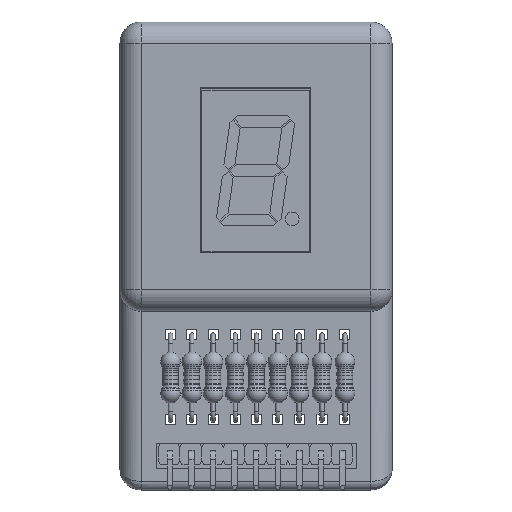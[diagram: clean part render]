
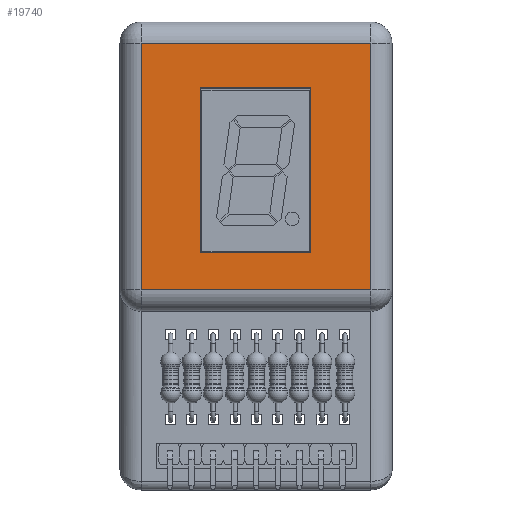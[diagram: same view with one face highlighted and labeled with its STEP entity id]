
A CAD part, top view. The second image highlights one B-rep face of the part: STEP entity #19740.
In plain terms, the highlighted planar face has unit normal (0, 0, 1).
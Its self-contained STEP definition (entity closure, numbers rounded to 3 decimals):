
#2506 = CYLINDRICAL_SURFACE('',#2507,2.5);
#2507 = AXIS2_PLACEMENT_3D('',#2508,#2509,#2510);
#2508 = CARTESIAN_POINT('',(-9.65,-1.,5.6));
#2509 = DIRECTION('',(1.,0.,0.));
#2510 = DIRECTION('',(0.,-1.,0.));
#7898 = CYLINDRICAL_SURFACE('',#7899,2.5);
#7899 = AXIS2_PLACEMENT_3D('',#7900,#7901,#7902);
#7900 = CARTESIAN_POINT('',(-7.15,-3.5,5.6));
#7901 = DIRECTION('',(0.,1.,0.));
#7902 = DIRECTION('',(0.,0.,1.));
#8116 = VERTEX_POINT('',#8117);
#8117 = CARTESIAN_POINT('',(-7.15,-1.,8.1));
#8139 = EDGE_CURVE('',#8116,#8140,#8142,.T.);
#8140 = VERTEX_POINT('',#8141);
#8141 = CARTESIAN_POINT('',(19.85,-1.,8.1));
#8142 = SURFACE_CURVE('',#8143,(#8147,#8154),.PCURVE_S1.);
#8143 = LINE('',#8144,#8145);
#8144 = CARTESIAN_POINT('',(-9.65,-1.,8.1));
#8145 = VECTOR('',#8146,1.);
#8146 = DIRECTION('',(1.,0.,0.));
#8147 = PCURVE('',#2506,#8148);
#8148 = DEFINITIONAL_REPRESENTATION('',(#8149),#8153);
#8149 = LINE('',#8150,#8151);
#8150 = CARTESIAN_POINT('',(-1.571,0.));
#8151 = VECTOR('',#8152,1.);
#8152 = DIRECTION('',(-0.,1.));
#8153 = ( GEOMETRIC_REPRESENTATION_CONTEXT(2) 
PARAMETRIC_REPRESENTATION_CONTEXT() REPRESENTATION_CONTEXT('2D SPACE',''
  ) );
#8154 = PCURVE('',#8155,#8160);
#8155 = PLANE('',#8156);
#8156 = AXIS2_PLACEMENT_3D('',#8157,#8158,#8159);
#8157 = CARTESIAN_POINT('',(-9.65,-3.5,8.1));
#8158 = DIRECTION('',(0.,0.,1.));
#8159 = DIRECTION('',(1.,0.,0.));
#8160 = DEFINITIONAL_REPRESENTATION('',(#8161),#8165);
#8161 = LINE('',#8162,#8163);
#8162 = CARTESIAN_POINT('',(0.,2.5));
#8163 = VECTOR('',#8164,1.);
#8164 = DIRECTION('',(1.,0.));
#8165 = ( GEOMETRIC_REPRESENTATION_CONTEXT(2) 
PARAMETRIC_REPRESENTATION_CONTEXT() REPRESENTATION_CONTEXT('2D SPACE',''
  ) );
#8257 = CYLINDRICAL_SURFACE('',#8258,2.5);
#8258 = AXIS2_PLACEMENT_3D('',#8259,#8260,#8261);
#8259 = CARTESIAN_POINT('',(19.85,-3.5,5.6));
#8260 = DIRECTION('',(0.,1.,0.));
#8261 = DIRECTION('',(1.,0.,0.));
#19665 = VERTEX_POINT('',#19666);
#19666 = CARTESIAN_POINT('',(-7.15,28.,8.1));
#19688 = EDGE_CURVE('',#8116,#19665,#19689,.T.);
#19689 = SURFACE_CURVE('',#19690,(#19694,#19701),.PCURVE_S1.);
#19690 = LINE('',#19691,#19692);
#19691 = CARTESIAN_POINT('',(-7.15,-3.5,8.1));
#19692 = VECTOR('',#19693,1.);
#19693 = DIRECTION('',(0.,1.,0.));
#19694 = PCURVE('',#7898,#19695);
#19695 = DEFINITIONAL_REPRESENTATION('',(#19696),#19700);
#19696 = LINE('',#19697,#19698);
#19697 = CARTESIAN_POINT('',(-0.,0.));
#19698 = VECTOR('',#19699,1.);
#19699 = DIRECTION('',(-0.,1.));
#19700 = ( GEOMETRIC_REPRESENTATION_CONTEXT(2) 
PARAMETRIC_REPRESENTATION_CONTEXT() REPRESENTATION_CONTEXT('2D SPACE',''
  ) );
#19701 = PCURVE('',#8155,#19702);
#19702 = DEFINITIONAL_REPRESENTATION('',(#19703),#19707);
#19703 = LINE('',#19704,#19705);
#19704 = CARTESIAN_POINT('',(2.5,0.));
#19705 = VECTOR('',#19706,1.);
#19706 = DIRECTION('',(0.,1.));
#19707 = ( GEOMETRIC_REPRESENTATION_CONTEXT(2) 
PARAMETRIC_REPRESENTATION_CONTEXT() REPRESENTATION_CONTEXT('2D SPACE',''
  ) );
#19740 = ADVANCED_FACE('',(#19741,#19794),#8155,.T.);
#19741 = FACE_BOUND('',#19742,.T.);
#19742 = EDGE_LOOP('',(#19743,#19744,#19767,#19793));
#19743 = ORIENTED_EDGE('',*,*,#8139,.T.);
#19744 = ORIENTED_EDGE('',*,*,#19745,.T.);
#19745 = EDGE_CURVE('',#8140,#19746,#19748,.T.);
#19746 = VERTEX_POINT('',#19747);
#19747 = CARTESIAN_POINT('',(19.85,28.,8.1));
#19748 = SURFACE_CURVE('',#19749,(#19753,#19760),.PCURVE_S1.);
#19749 = LINE('',#19750,#19751);
#19750 = CARTESIAN_POINT('',(19.85,-3.5,8.1));
#19751 = VECTOR('',#19752,1.);
#19752 = DIRECTION('',(0.,1.,0.));
#19753 = PCURVE('',#8155,#19754);
#19754 = DEFINITIONAL_REPRESENTATION('',(#19755),#19759);
#19755 = LINE('',#19756,#19757);
#19756 = CARTESIAN_POINT('',(29.5,0.));
#19757 = VECTOR('',#19758,1.);
#19758 = DIRECTION('',(0.,1.));
#19759 = ( GEOMETRIC_REPRESENTATION_CONTEXT(2) 
PARAMETRIC_REPRESENTATION_CONTEXT() REPRESENTATION_CONTEXT('2D SPACE',''
  ) );
#19760 = PCURVE('',#8257,#19761);
#19761 = DEFINITIONAL_REPRESENTATION('',(#19762),#19766);
#19762 = LINE('',#19763,#19764);
#19763 = CARTESIAN_POINT('',(-1.571,0.));
#19764 = VECTOR('',#19765,1.);
#19765 = DIRECTION('',(-0.,1.));
#19766 = ( GEOMETRIC_REPRESENTATION_CONTEXT(2) 
PARAMETRIC_REPRESENTATION_CONTEXT() REPRESENTATION_CONTEXT('2D SPACE',''
  ) );
#19767 = ORIENTED_EDGE('',*,*,#19768,.F.);
#19768 = EDGE_CURVE('',#19665,#19746,#19769,.T.);
#19769 = SURFACE_CURVE('',#19770,(#19774,#19781),.PCURVE_S1.);
#19770 = LINE('',#19771,#19772);
#19771 = CARTESIAN_POINT('',(-9.65,28.,8.1));
#19772 = VECTOR('',#19773,1.);
#19773 = DIRECTION('',(1.,0.,0.));
#19774 = PCURVE('',#8155,#19775);
#19775 = DEFINITIONAL_REPRESENTATION('',(#19776),#19780);
#19776 = LINE('',#19777,#19778);
#19777 = CARTESIAN_POINT('',(0.,31.5));
#19778 = VECTOR('',#19779,1.);
#19779 = DIRECTION('',(1.,0.));
#19780 = ( GEOMETRIC_REPRESENTATION_CONTEXT(2) 
PARAMETRIC_REPRESENTATION_CONTEXT() REPRESENTATION_CONTEXT('2D SPACE',''
  ) );
#19781 = PCURVE('',#19782,#19787);
#19782 = CYLINDRICAL_SURFACE('',#19783,2.5);
#19783 = AXIS2_PLACEMENT_3D('',#19784,#19785,#19786);
#19784 = CARTESIAN_POINT('',(-9.65,28.,5.6));
#19785 = DIRECTION('',(1.,0.,0.));
#19786 = DIRECTION('',(0.,0.,1.));
#19787 = DEFINITIONAL_REPRESENTATION('',(#19788),#19792);
#19788 = LINE('',#19789,#19790);
#19789 = CARTESIAN_POINT('',(-0.,0.));
#19790 = VECTOR('',#19791,1.);
#19791 = DIRECTION('',(-0.,1.));
#19792 = ( GEOMETRIC_REPRESENTATION_CONTEXT(2) 
PARAMETRIC_REPRESENTATION_CONTEXT() REPRESENTATION_CONTEXT('2D SPACE',''
  ) );
#19793 = ORIENTED_EDGE('',*,*,#19688,.F.);
#19794 = FACE_BOUND('',#19795,.T.);
#19795 = EDGE_LOOP('',(#19796,#19824,#19850,#19876));
#19796 = ORIENTED_EDGE('',*,*,#19797,.T.);
#19797 = EDGE_CURVE('',#19798,#19800,#19802,.T.);
#19798 = VERTEX_POINT('',#19799);
#19799 = CARTESIAN_POINT('',(12.8,3.34,8.1));
#19800 = VERTEX_POINT('',#19801);
#19801 = CARTESIAN_POINT('',(-0.2,3.34,8.1));
#19802 = SURFACE_CURVE('',#19803,(#19807,#19813),.PCURVE_S1.);
#19803 = LINE('',#19804,#19805);
#19804 = CARTESIAN_POINT('',(-4.925,3.34,8.1));
#19805 = VECTOR('',#19806,1.);
#19806 = DIRECTION('',(-1.,0.,0.));
#19807 = PCURVE('',#8155,#19808);
#19808 = DEFINITIONAL_REPRESENTATION('',(#19809),#19812);
#19809 = B_SPLINE_CURVE_WITH_KNOTS('',1,(#19810,#19811),.UNSPECIFIED.,
  .F.,.F.,(2,2),(-19.025,-3.425),.PIECEWISE_BEZIER_KNOTS.);
#19810 = CARTESIAN_POINT('',(23.75,6.84));
#19811 = CARTESIAN_POINT('',(8.15,6.84));
#19812 = ( GEOMETRIC_REPRESENTATION_CONTEXT(2) 
PARAMETRIC_REPRESENTATION_CONTEXT() REPRESENTATION_CONTEXT('2D SPACE',''
  ) );
#19813 = PCURVE('',#19814,#19819);
#19814 = PLANE('',#19815);
#19815 = AXIS2_PLACEMENT_3D('',#19816,#19817,#19818);
#19816 = CARTESIAN_POINT('',(-0.2,3.34,0.));
#19817 = DIRECTION('',(0.,1.,0.));
#19818 = DIRECTION('',(0.,0.,1.));
#19819 = DEFINITIONAL_REPRESENTATION('',(#19820),#19823);
#19820 = B_SPLINE_CURVE_WITH_KNOTS('',1,(#19821,#19822),.UNSPECIFIED.,
  .F.,.F.,(2,2),(-19.025,-3.425),.PIECEWISE_BEZIER_KNOTS.);
#19821 = CARTESIAN_POINT('',(8.1,14.3));
#19822 = CARTESIAN_POINT('',(8.1,-1.3));
#19823 = ( GEOMETRIC_REPRESENTATION_CONTEXT(2) 
PARAMETRIC_REPRESENTATION_CONTEXT() REPRESENTATION_CONTEXT('2D SPACE',''
  ) );
#19824 = ORIENTED_EDGE('',*,*,#19825,.T.);
#19825 = EDGE_CURVE('',#19800,#19826,#19828,.T.);
#19826 = VERTEX_POINT('',#19827);
#19827 = CARTESIAN_POINT('',(-0.2,22.74,8.1));
#19828 = SURFACE_CURVE('',#19829,(#19833,#19839),.PCURVE_S1.);
#19829 = LINE('',#19830,#19831);
#19830 = CARTESIAN_POINT('',(-0.2,-0.08,8.1));
#19831 = VECTOR('',#19832,1.);
#19832 = DIRECTION('',(0.,1.,0.));
#19833 = PCURVE('',#8155,#19834);
#19834 = DEFINITIONAL_REPRESENTATION('',(#19835),#19838);
#19835 = B_SPLINE_CURVE_WITH_KNOTS('',1,(#19836,#19837),.UNSPECIFIED.,
  .F.,.F.,(2,2),(1.48,24.76),.PIECEWISE_BEZIER_KNOTS.);
#19836 = CARTESIAN_POINT('',(9.45,4.9));
#19837 = CARTESIAN_POINT('',(9.45,28.18));
#19838 = ( GEOMETRIC_REPRESENTATION_CONTEXT(2) 
PARAMETRIC_REPRESENTATION_CONTEXT() REPRESENTATION_CONTEXT('2D SPACE',''
  ) );
#19839 = PCURVE('',#19840,#19845);
#19840 = PLANE('',#19841);
#19841 = AXIS2_PLACEMENT_3D('',#19842,#19843,#19844);
#19842 = CARTESIAN_POINT('',(-0.2,3.34,0.));
#19843 = DIRECTION('',(1.,0.,0.));
#19844 = DIRECTION('',(0.,0.,1.));
#19845 = DEFINITIONAL_REPRESENTATION('',(#19846),#19849);
#19846 = B_SPLINE_CURVE_WITH_KNOTS('',1,(#19847,#19848),.UNSPECIFIED.,
  .F.,.F.,(2,2),(1.48,24.76),.PIECEWISE_BEZIER_KNOTS.);
#19847 = CARTESIAN_POINT('',(8.1,1.94));
#19848 = CARTESIAN_POINT('',(8.1,-21.34));
#19849 = ( GEOMETRIC_REPRESENTATION_CONTEXT(2) 
PARAMETRIC_REPRESENTATION_CONTEXT() REPRESENTATION_CONTEXT('2D SPACE',''
  ) );
#19850 = ORIENTED_EDGE('',*,*,#19851,.F.);
#19851 = EDGE_CURVE('',#19852,#19826,#19854,.T.);
#19852 = VERTEX_POINT('',#19853);
#19853 = CARTESIAN_POINT('',(12.8,22.74,8.1));
#19854 = SURFACE_CURVE('',#19855,(#19859,#19865),.PCURVE_S1.);
#19855 = LINE('',#19856,#19857);
#19856 = CARTESIAN_POINT('',(-4.925,22.74,8.1));
#19857 = VECTOR('',#19858,1.);
#19858 = DIRECTION('',(-1.,0.,0.));
#19859 = PCURVE('',#8155,#19860);
#19860 = DEFINITIONAL_REPRESENTATION('',(#19861),#19864);
#19861 = B_SPLINE_CURVE_WITH_KNOTS('',1,(#19862,#19863),.UNSPECIFIED.,
  .F.,.F.,(2,2),(-19.025,-3.425),.PIECEWISE_BEZIER_KNOTS.);
#19862 = CARTESIAN_POINT('',(23.75,26.24));
#19863 = CARTESIAN_POINT('',(8.15,26.24));
#19864 = ( GEOMETRIC_REPRESENTATION_CONTEXT(2) 
PARAMETRIC_REPRESENTATION_CONTEXT() REPRESENTATION_CONTEXT('2D SPACE',''
  ) );
#19865 = PCURVE('',#19866,#19871);
#19866 = PLANE('',#19867);
#19867 = AXIS2_PLACEMENT_3D('',#19868,#19869,#19870);
#19868 = CARTESIAN_POINT('',(-0.2,22.74,0.));
#19869 = DIRECTION('',(0.,1.,0.));
#19870 = DIRECTION('',(0.,0.,1.));
#19871 = DEFINITIONAL_REPRESENTATION('',(#19872),#19875);
#19872 = B_SPLINE_CURVE_WITH_KNOTS('',1,(#19873,#19874),.UNSPECIFIED.,
  .F.,.F.,(2,2),(-19.025,-3.425),.PIECEWISE_BEZIER_KNOTS.);
#19873 = CARTESIAN_POINT('',(8.1,14.3));
#19874 = CARTESIAN_POINT('',(8.1,-1.3));
#19875 = ( GEOMETRIC_REPRESENTATION_CONTEXT(2) 
PARAMETRIC_REPRESENTATION_CONTEXT() REPRESENTATION_CONTEXT('2D SPACE',''
  ) );
#19876 = ORIENTED_EDGE('',*,*,#19877,.F.);
#19877 = EDGE_CURVE('',#19798,#19852,#19878,.T.);
#19878 = SURFACE_CURVE('',#19879,(#19883,#19889),.PCURVE_S1.);
#19879 = LINE('',#19880,#19881);
#19880 = CARTESIAN_POINT('',(12.8,-0.08,8.1));
#19881 = VECTOR('',#19882,1.);
#19882 = DIRECTION('',(0.,1.,0.));
#19883 = PCURVE('',#8155,#19884);
#19884 = DEFINITIONAL_REPRESENTATION('',(#19885),#19888);
#19885 = B_SPLINE_CURVE_WITH_KNOTS('',1,(#19886,#19887),.UNSPECIFIED.,
  .F.,.F.,(2,2),(1.48,24.76),.PIECEWISE_BEZIER_KNOTS.);
#19886 = CARTESIAN_POINT('',(22.45,4.9));
#19887 = CARTESIAN_POINT('',(22.45,28.18));
#19888 = ( GEOMETRIC_REPRESENTATION_CONTEXT(2) 
PARAMETRIC_REPRESENTATION_CONTEXT() REPRESENTATION_CONTEXT('2D SPACE',''
  ) );
#19889 = PCURVE('',#19890,#19895);
#19890 = PLANE('',#19891);
#19891 = AXIS2_PLACEMENT_3D('',#19892,#19893,#19894);
#19892 = CARTESIAN_POINT('',(12.8,3.34,0.));
#19893 = DIRECTION('',(1.,0.,0.));
#19894 = DIRECTION('',(0.,0.,1.));
#19895 = DEFINITIONAL_REPRESENTATION('',(#19896),#19899);
#19896 = B_SPLINE_CURVE_WITH_KNOTS('',1,(#19897,#19898),.UNSPECIFIED.,
  .F.,.F.,(2,2),(1.48,24.76),.PIECEWISE_BEZIER_KNOTS.);
#19897 = CARTESIAN_POINT('',(8.1,1.94));
#19898 = CARTESIAN_POINT('',(8.1,-21.34));
#19899 = ( GEOMETRIC_REPRESENTATION_CONTEXT(2) 
PARAMETRIC_REPRESENTATION_CONTEXT() REPRESENTATION_CONTEXT('2D SPACE',''
  ) );
